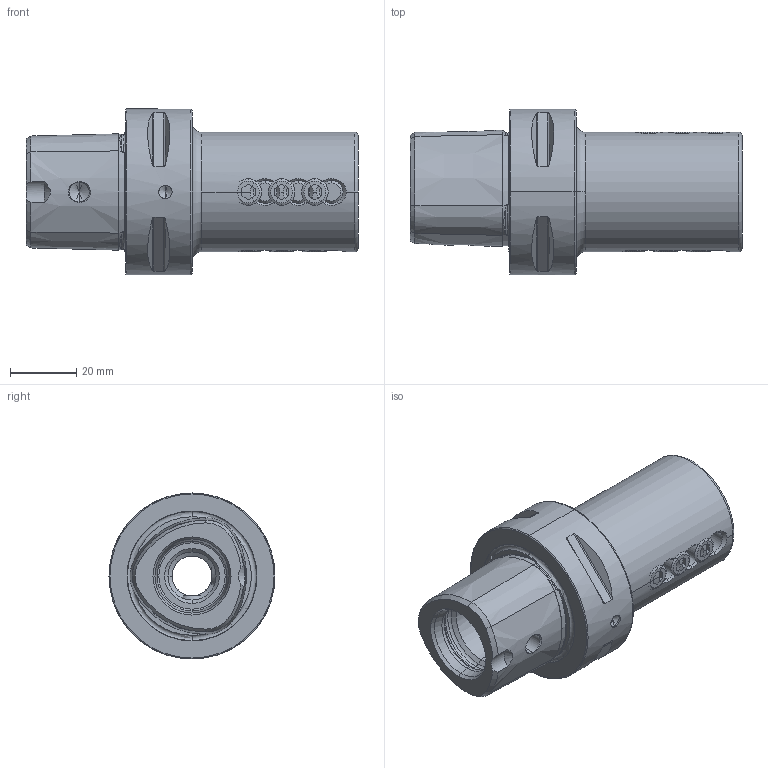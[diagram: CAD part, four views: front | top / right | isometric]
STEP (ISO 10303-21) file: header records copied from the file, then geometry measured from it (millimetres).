
FILE_DESCRIPTION (( 'STEP AP203' ), '1' );
FILE_NAME ('PS5-B12.K01.070.STEP', '2012-04-16T05:58:52', ( 'SwiAdmin' ), ( '' ), 'SwSTEP 2.0', 'SolidWorks 2012', '' );
FILE_SCHEMA (( 'CONFIG_CONTROL_DESIGN' ));
Length unit declared in the file: millimetre
Products named in the file (3): ISO 4026 - M8 x 12_PreviewCfg; PS5-B12.K01.070_A; PS5-B12.K01.070
Assembly tree (10 placements, depth 2):
  PS5-B12.K01.070
    PS5-B12.K01.070_A
    ISO 4026 - M8 x 12_PreviewCfg  x9
Bounding box: 100 x 50 x 50 mm (x, y, z)
Volume: 97802.1 mm3; surface area: 26041 mm2
Topology: 10 solids, 10 shells, 299 faces, 709 edges, 432 vertices
Faces by surface type: plane 101, cone 97, cylinder 65, torus 36
Entity records: 7437 total; most frequent: CARTESIAN_POINT 2703, ORIENTED_EDGE 898, DIRECTION 880, EDGE_CURVE 449, AXIS2_PLACEMENT_3D 363, VERTEX_POINT 272, EDGE_LOOP 199, ADVANCED_FACE 179
